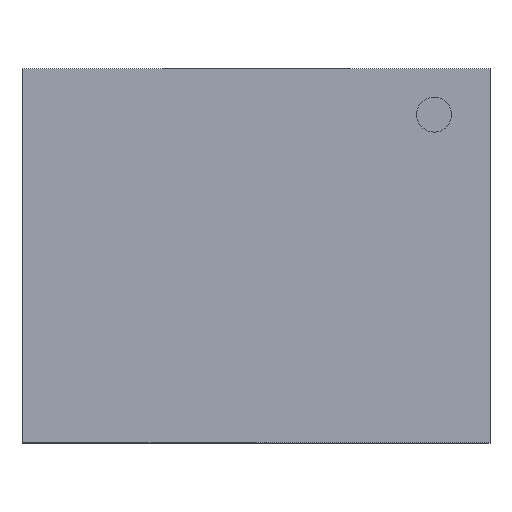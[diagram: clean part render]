
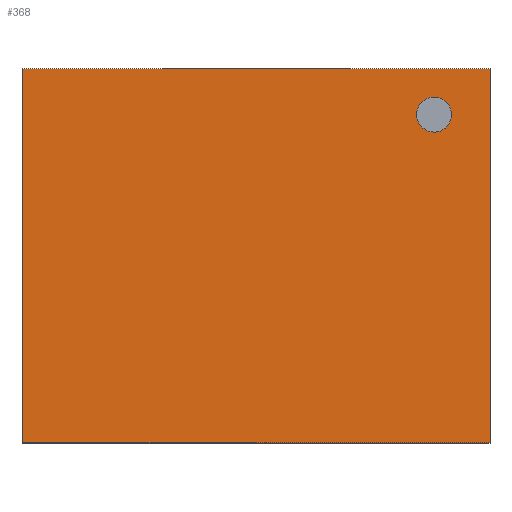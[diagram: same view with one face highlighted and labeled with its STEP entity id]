
A CAD part, top view. The second image highlights one B-rep face of the part: STEP entity #368.
In plain terms, the highlighted planar face has unit normal (0, 0, 1).
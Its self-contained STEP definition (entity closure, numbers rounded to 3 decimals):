
#1 = DIRECTION ( 'NONE',  ( 0., 0., 1. ) ) ;
#3 = CIRCLE ( 'NONE', #67, 0.075 ) ;
#10 = VECTOR ( 'NONE', #253, 1000. ) ;
#14 = DIRECTION ( 'NONE',  ( 1., 0., 0. ) ) ;
#15 = VERTEX_POINT ( 'NONE', #235 ) ;
#20 = VECTOR ( 'NONE', #218, 1000. ) ;
#67 = AXIS2_PLACEMENT_3D ( 'NONE', #409, #135, #210 ) ;
#88 = VERTEX_POINT ( 'NONE', #315 ) ;
#112 = ORIENTED_EDGE ( 'NONE', *, *, #481, .T. ) ;
#113 = CARTESIAN_POINT ( 'NONE',  ( 0., 0., 0.95 ) ) ;
#115 = DIRECTION ( 'NONE',  ( 0., 1., 0. ) ) ;
#135 = DIRECTION ( 'NONE',  ( 0., 0., 1. ) ) ;
#138 = AXIS2_PLACEMENT_3D ( 'NONE', #113, #273, #194 ) ;
#154 = VERTEX_POINT ( 'NONE', #405 ) ;
#160 = VECTOR ( 'NONE', #115, 1000. ) ;
#169 = EDGE_CURVE ( 'NONE', #422, #295, #318, .T. ) ;
#174 = VERTEX_POINT ( 'NONE', #323 ) ;
#194 = DIRECTION ( 'NONE',  ( 1., 0., 0. ) ) ;
#206 = EDGE_CURVE ( 'NONE', #15, #154, #3, .T. ) ;
#207 = ORIENTED_EDGE ( 'NONE', *, *, #392, .F. ) ;
#210 = DIRECTION ( 'NONE',  ( 1., 0., 0. ) ) ;
#218 = DIRECTION ( 'NONE',  ( -1., 0., 0. ) ) ;
#230 = CIRCLE ( 'NONE', #508, 0.075 ) ;
#235 = CARTESIAN_POINT ( 'NONE',  ( 0.686, 0.604, 0.95 ) ) ;
#253 = DIRECTION ( 'NONE',  ( 0., -1., 0. ) ) ;
#262 = LINE ( 'NONE', #418, #20 ) ;
#265 = EDGE_LOOP ( 'NONE', ( #207, #333 ) ) ;
#273 = DIRECTION ( 'NONE',  ( 0., 0., 1. ) ) ;
#276 = DIRECTION ( 'NONE',  ( 1., 0., 0. ) ) ;
#294 = LINE ( 'NONE', #304, #10 ) ;
#295 = VERTEX_POINT ( 'NONE', #336 ) ;
#304 = CARTESIAN_POINT ( 'NONE',  ( -1., 0.8, 0.95 ) ) ;
#310 = LINE ( 'NONE', #435, #160 ) ;
#315 = CARTESIAN_POINT ( 'NONE',  ( 1., 0.8, 0.95 ) ) ;
#316 = EDGE_CURVE ( 'NONE', #88, #174, #262, .T. ) ;
#318 = LINE ( 'NONE', #447, #453 ) ;
#323 = CARTESIAN_POINT ( 'NONE',  ( -1., 0.8, 0.95 ) ) ;
#333 = ORIENTED_EDGE ( 'NONE', *, *, #206, .F. ) ;
#336 = CARTESIAN_POINT ( 'NONE',  ( 1., -0.8, 0.95 ) ) ;
#352 = CARTESIAN_POINT ( 'NONE',  ( 0.761, 0.604, 0.95 ) ) ;
#359 = EDGE_CURVE ( 'NONE', #295, #88, #310, .T. ) ;
#367 = ORIENTED_EDGE ( 'NONE', *, *, #316, .T. ) ;
#368 = ADVANCED_FACE ( 'NONE', ( #431, #474 ), #513, .T. ) ;
#392 = EDGE_CURVE ( 'NONE', #154, #15, #230, .T. ) ;
#405 = CARTESIAN_POINT ( 'NONE',  ( 0.836, 0.604, 0.95 ) ) ;
#409 = CARTESIAN_POINT ( 'NONE',  ( 0.761, 0.604, 0.95 ) ) ;
#418 = CARTESIAN_POINT ( 'NONE',  ( -1., 0.8, 0.95 ) ) ;
#422 = VERTEX_POINT ( 'NONE', #446 ) ;
#431 = FACE_BOUND ( 'NONE', #265, .T. ) ;
#435 = CARTESIAN_POINT ( 'NONE',  ( 1., 0.8, 0.95 ) ) ;
#446 = CARTESIAN_POINT ( 'NONE',  ( -1., -0.8, 0.95 ) ) ;
#447 = CARTESIAN_POINT ( 'NONE',  ( -1., -0.8, 0.95 ) ) ;
#453 = VECTOR ( 'NONE', #14, 1000. ) ;
#458 = EDGE_LOOP ( 'NONE', ( #472, #367, #112, #498 ) ) ;
#472 = ORIENTED_EDGE ( 'NONE', *, *, #359, .T. ) ;
#474 = FACE_OUTER_BOUND ( 'NONE', #458, .T. ) ;
#481 = EDGE_CURVE ( 'NONE', #174, #422, #294, .T. ) ;
#498 = ORIENTED_EDGE ( 'NONE', *, *, #169, .T. ) ;
#508 = AXIS2_PLACEMENT_3D ( 'NONE', #352, #1, #276 ) ;
#513 = PLANE ( 'NONE',  #138 ) ;
